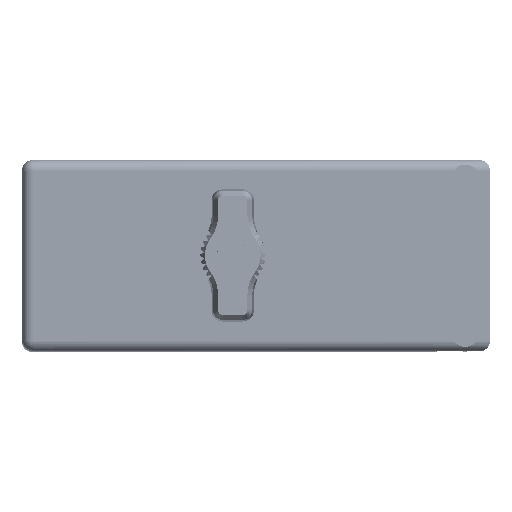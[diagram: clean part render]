
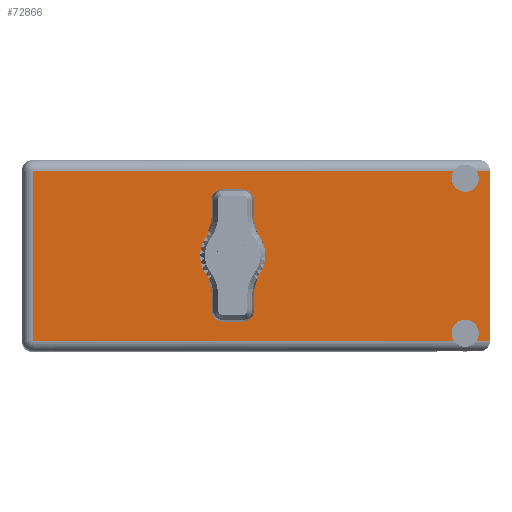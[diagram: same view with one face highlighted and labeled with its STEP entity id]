
A CAD part, top view. The second image highlights one B-rep face of the part: STEP entity #72866.
In plain terms, the highlighted face is planar.
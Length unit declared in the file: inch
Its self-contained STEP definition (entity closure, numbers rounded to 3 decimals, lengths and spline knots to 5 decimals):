
#744 = CARTESIAN_POINT ( 'NONE',  ( 2.858, 1.775, -0.2045 ) ) ;
#1921 = EDGE_CURVE ( 'NONE', #87744, #42576, #56241, .T. ) ;
#4099 = EDGE_CURVE ( 'NONE', #52115, #12142, #13928, .T. ) ;
#4318 = CARTESIAN_POINT ( 'NONE',  ( 2.858, 1.775, -0.117 ) ) ;
#5230 = DIRECTION ( 'NONE',  ( 1., 0., 0. ) ) ;
#5472 = CIRCLE ( 'NONE', #29648, 0.125 ) ;
#5877 = AXIS2_PLACEMENT_3D ( 'NONE', #70521, #50420, #16379 ) ;
#5941 = DIRECTION ( 'NONE',  ( 0., 1., 0. ) ) ;
#6183 = CARTESIAN_POINT ( 'NONE',  ( 2.93181, 1.775, -0.07 ) ) ;
#7552 = CIRCLE ( 'NONE', #89100, 0.0875 ) ;
#10224 = ORIENTED_EDGE ( 'NONE', *, *, #80455, .T. ) ;
#10664 = VECTOR ( 'NONE', #47583, 39.37008 ) ;
#10975 = DIRECTION ( 'NONE',  ( 0., 0., 1. ) ) ;
#12142 = VERTEX_POINT ( 'NONE', #79778 ) ;
#12528 = LINE ( 'NONE', #42974, #86762 ) ;
#13252 = EDGE_CURVE ( 'NONE', #66037, #87564, #84557, .T. ) ;
#13467 = VERTEX_POINT ( 'NONE', #24824 ) ;
#13928 = LINE ( 'NONE', #60375, #66648 ) ;
#14535 = VERTEX_POINT ( 'NONE', #86513 ) ;
#14858 = DIRECTION ( 'NONE',  ( 1., 0., 0. ) ) ;
#16379 = DIRECTION ( 'NONE',  ( 0., 0., 1. ) ) ;
#16996 = DIRECTION ( 'NONE',  ( 0., 1., 0. ) ) ;
#17841 = ORIENTED_EDGE ( 'NONE', *, *, #26271, .F. ) ;
#19365 = FACE_BOUND ( 'NONE', #37576, .T. ) ;
#19623 = EDGE_CURVE ( 'NONE', #57214, #13467, #71038, .T. ) ;
#21138 = CARTESIAN_POINT ( 'NONE',  ( 0.07, 1.775, -0.07 ) ) ;
#22819 = AXIS2_PLACEMENT_3D ( 'NONE', #72902, #40153, #53634 ) ;
#23646 = DIRECTION ( 'NONE',  ( 0., 0., 1. ) ) ;
#24824 = CARTESIAN_POINT ( 'NONE',  ( 2.93181, 1.775, -1.164 ) ) ;
#26271 = EDGE_CURVE ( 'NONE', #14535, #63514, #70238, .T. ) ;
#26829 = LINE ( 'NONE', #88749, #10664 ) ;
#27082 = EDGE_CURVE ( 'NONE', #63514, #14535, #5472, .T. ) ;
#28100 = ORIENTED_EDGE ( 'NONE', *, *, #19623, .F. ) ;
#29022 = ORIENTED_EDGE ( 'NONE', *, *, #4099, .T. ) ;
#29084 = FACE_OUTER_BOUND ( 'NONE', #80464, .T. ) ;
#29648 = AXIS2_PLACEMENT_3D ( 'NONE', #47862, #5941, #61340 ) ;
#29693 = VECTOR ( 'NONE', #64246, 39.37008 ) ;
#35449 = ORIENTED_EDGE ( 'NONE', *, *, #67362, .T. ) ;
#35757 = DIRECTION ( 'NONE',  ( -1., 0., 0. ) ) ;
#36491 = VERTEX_POINT ( 'NONE', #88188 ) ;
#37153 = ORIENTED_EDGE ( 'NONE', *, *, #60298, .F. ) ;
#37576 = EDGE_LOOP ( 'NONE', ( #52999, #17841 ) ) ;
#38038 = CARTESIAN_POINT ( 'NONE',  ( 2.858, 1.775, -1.117 ) ) ;
#39707 = CARTESIAN_POINT ( 'NONE',  ( 3.018, 1.775, -0.07 ) ) ;
#39910 = VERTEX_POINT ( 'NONE', #21138 ) ;
#40153 = DIRECTION ( 'NONE',  ( 0., 1., 0. ) ) ;
#41626 = EDGE_CURVE ( 'NONE', #87744, #87564, #54160, .T. ) ;
#42208 = CARTESIAN_POINT ( 'NONE',  ( 1.359, 1.775, -0.492 ) ) ;
#42576 = VERTEX_POINT ( 'NONE', #744 ) ;
#42974 = CARTESIAN_POINT ( 'NONE',  ( 0., 1.775, -1.164 ) ) ;
#44552 = DIRECTION ( 'NONE',  ( 0., 1., 0. ) ) ;
#47510 = ORIENTED_EDGE ( 'NONE', *, *, #41626, .T. ) ;
#47563 = CARTESIAN_POINT ( 'NONE',  ( 2.858, 1.775, -1.0295 ) ) ;
#47583 = DIRECTION ( 'NONE',  ( 0., 0., 1. ) ) ;
#47862 = CARTESIAN_POINT ( 'NONE',  ( 1.359, 1.775, -0.617 ) ) ;
#50420 = DIRECTION ( 'NONE',  ( 0., 1., 0. ) ) ;
#51019 = DIRECTION ( 'NONE',  ( 0., 0., 1. ) ) ;
#52115 = VERTEX_POINT ( 'NONE', #70620 ) ;
#52862 = DIRECTION ( 'NONE',  ( -1., 0., 0. ) ) ;
#52999 = ORIENTED_EDGE ( 'NONE', *, *, #27082, .F. ) ;
#53634 = DIRECTION ( 'NONE',  ( 0., 0., 1. ) ) ;
#54073 = AXIS2_PLACEMENT_3D ( 'NONE', #4318, #72646, #10975 ) ;
#54160 = LINE ( 'NONE', #80741, #87563 ) ;
#56241 = CIRCLE ( 'NONE', #54073, 0.0875 ) ;
#57214 = VERTEX_POINT ( 'NONE', #47563 ) ;
#59761 = LINE ( 'NONE', #71087, #81292 ) ;
#60298 = EDGE_CURVE ( 'NONE', #42576, #36491, #63647, .T. ) ;
#60375 = CARTESIAN_POINT ( 'NONE',  ( 0., 1.775, -1.164 ) ) ;
#61340 = DIRECTION ( 'NONE',  ( 0., 0., 1. ) ) ;
#62678 = ORIENTED_EDGE ( 'NONE', *, *, #72671, .F. ) ;
#63514 = VERTEX_POINT ( 'NONE', #42208 ) ;
#63647 = CIRCLE ( 'NONE', #5877, 0.0875 ) ;
#64246 = DIRECTION ( 'NONE',  ( 0., 0., 1. ) ) ;
#64830 = CARTESIAN_POINT ( 'NONE',  ( 2.858, 1.775, -1.117 ) ) ;
#65085 = DIRECTION ( 'NONE',  ( 0., 1., 0. ) ) ;
#65528 = DIRECTION ( 'NONE',  ( 0., 0., 1. ) ) ;
#66037 = VERTEX_POINT ( 'NONE', #70108 ) ;
#66648 = VECTOR ( 'NONE', #52862, 39.37008 ) ;
#67362 = EDGE_CURVE ( 'NONE', #39910, #36491, #59761, .T. ) ;
#70108 = CARTESIAN_POINT ( 'NONE',  ( 3.018, 1.775, -1.164 ) ) ;
#70238 = CIRCLE ( 'NONE', #73369, 0.125 ) ;
#70521 = CARTESIAN_POINT ( 'NONE',  ( 2.858, 1.775, -0.117 ) ) ;
#70620 = CARTESIAN_POINT ( 'NONE',  ( 2.78419, 1.775, -1.164 ) ) ;
#71038 = CIRCLE ( 'NONE', #81650, 0.0875 ) ;
#71087 = CARTESIAN_POINT ( 'NONE',  ( 3.018, 1.775, -0.07 ) ) ;
#71953 = ORIENTED_EDGE ( 'NONE', *, *, #1921, .F. ) ;
#72646 = DIRECTION ( 'NONE',  ( 0., 1., 0. ) ) ;
#72671 = EDGE_CURVE ( 'NONE', #52115, #57214, #7552, .T. ) ;
#72866 = ADVANCED_FACE ( 'NONE', ( #19365, #29084 ), #86126, .T. ) ;
#72902 = CARTESIAN_POINT ( 'NONE',  ( 0., 1.775, -1.234 ) ) ;
#73369 = AXIS2_PLACEMENT_3D ( 'NONE', #85694, #44552, #65528 ) ;
#73582 = EDGE_CURVE ( 'NONE', #12142, #39910, #26829, .T. ) ;
#77468 = CARTESIAN_POINT ( 'NONE',  ( 3.018, 1.775, 0. ) ) ;
#79778 = CARTESIAN_POINT ( 'NONE',  ( 0.07, 1.775, -1.164 ) ) ;
#80455 = EDGE_CURVE ( 'NONE', #66037, #13467, #12528, .T. ) ;
#80464 = EDGE_LOOP ( 'NONE', ( #35449, #37153, #71953, #47510, #87496, #10224, #28100, #62678, #29022, #88021 ) ) ;
#80741 = CARTESIAN_POINT ( 'NONE',  ( 3.018, 1.775, -0.07 ) ) ;
#81292 = VECTOR ( 'NONE', #14858, 39.37008 ) ;
#81650 = AXIS2_PLACEMENT_3D ( 'NONE', #64830, #16996, #23646 ) ;
#84557 = LINE ( 'NONE', #77468, #29693 ) ;
#85694 = CARTESIAN_POINT ( 'NONE',  ( 1.359, 1.775, -0.617 ) ) ;
#86126 = PLANE ( 'NONE',  #22819 ) ;
#86513 = CARTESIAN_POINT ( 'NONE',  ( 1.359, 1.775, -0.742 ) ) ;
#86762 = VECTOR ( 'NONE', #35757, 39.37008 ) ;
#87496 = ORIENTED_EDGE ( 'NONE', *, *, #13252, .F. ) ;
#87563 = VECTOR ( 'NONE', #5230, 39.37008 ) ;
#87564 = VERTEX_POINT ( 'NONE', #39707 ) ;
#87744 = VERTEX_POINT ( 'NONE', #6183 ) ;
#88021 = ORIENTED_EDGE ( 'NONE', *, *, #73582, .T. ) ;
#88188 = CARTESIAN_POINT ( 'NONE',  ( 2.78419, 1.775, -0.07 ) ) ;
#88749 = CARTESIAN_POINT ( 'NONE',  ( 0.07, 1.775, -1.234 ) ) ;
#89100 = AXIS2_PLACEMENT_3D ( 'NONE', #38038, #65085, #51019 ) ;
